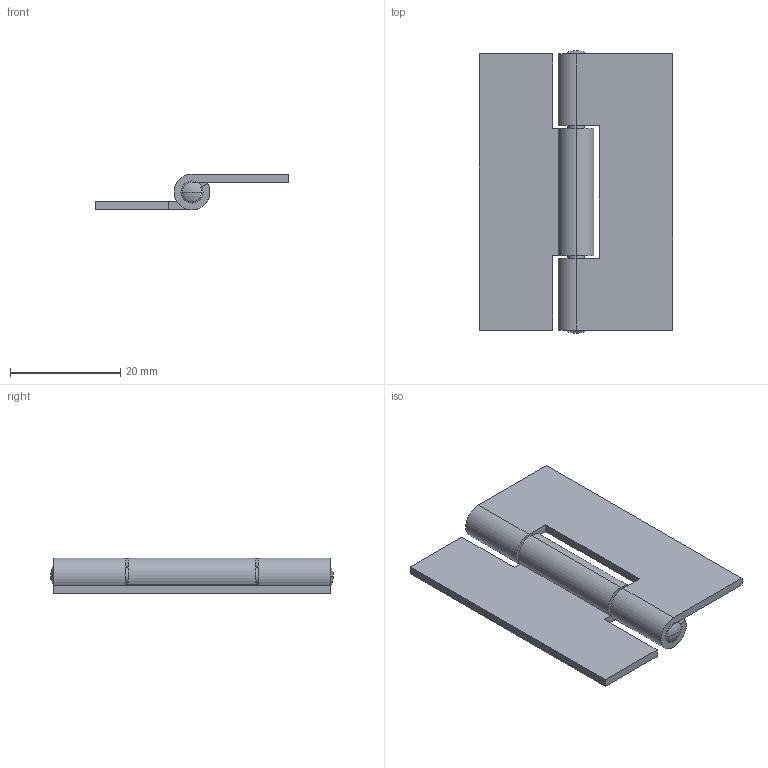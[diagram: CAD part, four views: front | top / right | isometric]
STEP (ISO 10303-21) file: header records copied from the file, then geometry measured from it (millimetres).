
FILE_DESCRIPTION (( 'STEP AP203' ), '1' );
FILE_NAME ('B-1042-3.STEP', '2006-06-07T05:53:00', ( ' ' ), ( ' ' ), 'SwSTEP 2.0', 'SolidWorks 2005204', '' );
FILE_SCHEMA (( 'CONFIG_CONTROL_DESIGN' ));
Length unit declared in the file: millimetre
Products named in the file (4): 僺儞_棉太倌; B-1042-3; 塇崻2_棉太倌; 塇崻1_棉太倌
Assembly tree (3 placements, depth 2):
  B-1042-3
    塇崻1_棉太倌
    塇崻2_棉太倌
    僺儞_棉太倌
Bounding box: 35 x 51.2 x 6.5 mm (x, y, z)
Volume: 3613.9 mm3; surface area: 5381 mm2
Topology: 3 solids, 3 shells, 40 faces, 98 edges, 66 vertices
Faces by surface type: plane 22, cylinder 14, sphere 4
Entity records: 1608 total; most frequent: DIRECTION 226, CARTESIAN_POINT 210, ORIENTED_EDGE 196, EDGE_CURVE 98, AXIS2_PLACEMENT_3D 82, VERTEX_POINT 66, LINE 62, VECTOR 62
